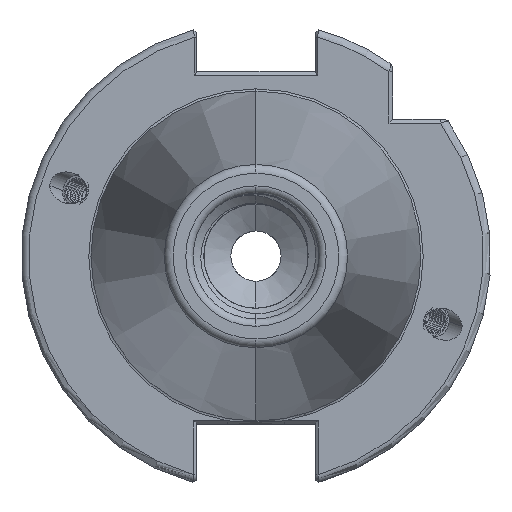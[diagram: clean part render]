
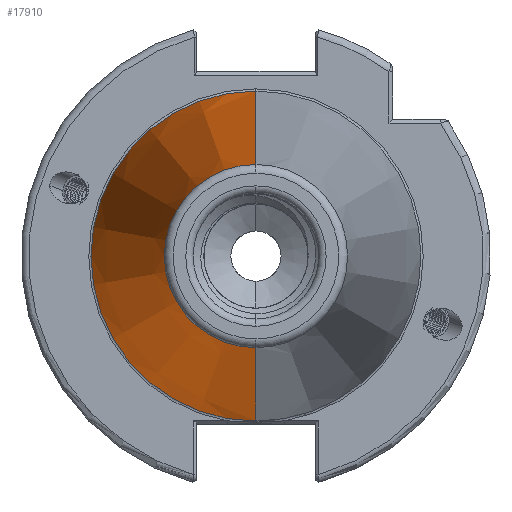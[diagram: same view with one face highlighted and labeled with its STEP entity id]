
A CAD part, left-side view. The second image highlights one B-rep face of the part: STEP entity #17910.
In plain terms, the highlighted conical face has half-angle 8.297 degrees and reference radius 22.692 mm.
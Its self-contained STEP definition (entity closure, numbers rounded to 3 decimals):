
#904 = CIRCLE ( 'NONE', #1350, 12.4 ) ;
#917 = CIRCLE ( 'NONE', #1364, 22.327 ) ;
#989 = CONICAL_SURFACE ( 'NONE', #7857, 22.692, 0.145 ) ;
#1350 = AXIS2_PLACEMENT_3D ( 'NONE', #12077, #12078, #12079 ) ;
#1364 = AXIS2_PLACEMENT_3D ( 'NONE', #12125, #12132, #12133 ) ;
#4856 = VECTOR ( 'NONE', #12131, 1000. ) ;
#4858 = VECTOR ( 'NONE', #12137, 1000. ) ;
#5148 = VERTEX_POINT ( 'NONE', #13000 ) ;
#5149 = VERTEX_POINT ( 'NONE', #13001 ) ;
#5158 = VERTEX_POINT ( 'NONE', #13010 ) ;
#5159 = VERTEX_POINT ( 'NONE', #13011 ) ;
#7674 = EDGE_LOOP ( 'NONE', ( #13314, #13312, #13313, #13311 ) ) ;
#7855 = FACE_OUTER_BOUND ( 'NONE', #7674, .T. ) ;
#7857 = AXIS2_PLACEMENT_3D ( 'NONE', #9574, #9575, #9576 ) ;
#9574 = CARTESIAN_POINT ( 'NONE',  ( 0., 0., 0. ) ) ;
#9575 = DIRECTION ( 'NONE',  ( 1., 0., 0. ) ) ;
#9576 = DIRECTION ( 'NONE',  ( 0., 0., -1. ) ) ;
#12077 = CARTESIAN_POINT ( 'NONE',  ( -70.573, 0., 0. ) ) ;
#12078 = DIRECTION ( 'NONE',  ( 1., 0., 0. ) ) ;
#12079 = DIRECTION ( 'NONE',  ( 0., 0., 1. ) ) ;
#12125 = CARTESIAN_POINT ( 'NONE',  ( -2.5, 0., 0. ) ) ;
#12129 = LINE ( 'NONE', #12130, #4856 ) ;
#12130 = CARTESIAN_POINT ( 'NONE',  ( 0., 0., 22.692 ) ) ;
#12131 = DIRECTION ( 'NONE',  ( 0.99, 0., 0.144 ) ) ;
#12132 = DIRECTION ( 'NONE',  ( 1., 0., 0. ) ) ;
#12133 = DIRECTION ( 'NONE',  ( 0., 0., -1. ) ) ;
#12135 = LINE ( 'NONE', #12136, #4858 ) ;
#12136 = CARTESIAN_POINT ( 'NONE',  ( 0., 0., -22.692 ) ) ;
#12137 = DIRECTION ( 'NONE',  ( 0.99, 0., -0.144 ) ) ;
#13000 = CARTESIAN_POINT ( 'NONE',  ( -70.573, 0., 12.4 ) ) ;
#13001 = CARTESIAN_POINT ( 'NONE',  ( -70.573, 0., -12.4 ) ) ;
#13010 = CARTESIAN_POINT ( 'NONE',  ( -2.5, 0., 22.327 ) ) ;
#13011 = CARTESIAN_POINT ( 'NONE',  ( -2.5, 0., -22.327 ) ) ;
#13311 = ORIENTED_EDGE ( 'NONE', *, *, #16929, .F. ) ;
#13312 = ORIENTED_EDGE ( 'NONE', *, *, #16927, .T. ) ;
#13313 = ORIENTED_EDGE ( 'NONE', *, *, #16928, .F. ) ;
#13314 = ORIENTED_EDGE ( 'NONE', *, *, #16910, .T. ) ;
#16910 = EDGE_CURVE ( 'NONE', #5149, #5148, #904, .T. ) ;
#16927 = EDGE_CURVE ( 'NONE', #5148, #5158, #12129, .T. ) ;
#16928 = EDGE_CURVE ( 'NONE', #5159, #5158, #917, .T. ) ;
#16929 = EDGE_CURVE ( 'NONE', #5149, #5159, #12135, .T. ) ;
#17910 = ADVANCED_FACE ( 'NONE', ( #7855 ), #989, .T. ) ;
